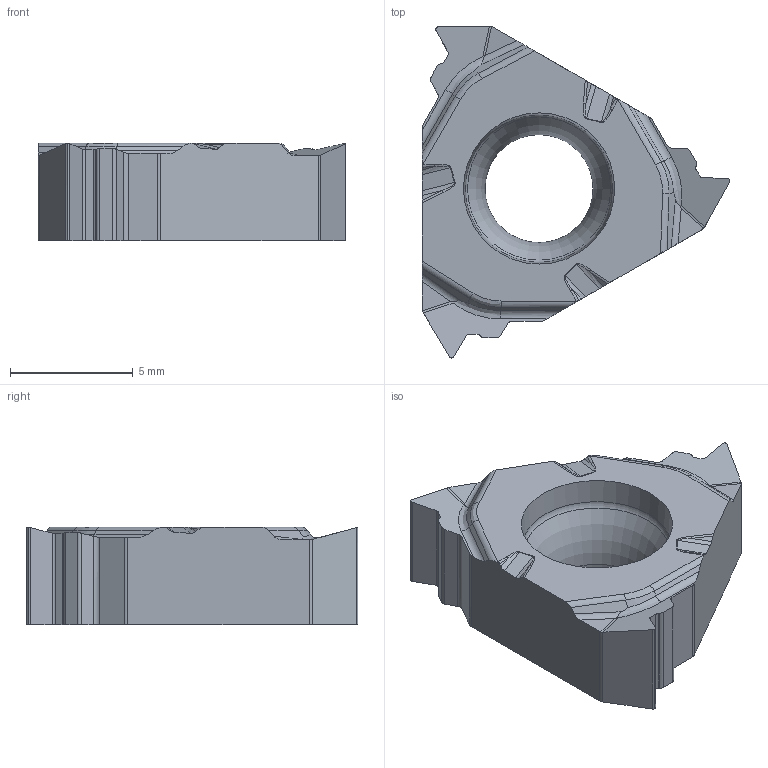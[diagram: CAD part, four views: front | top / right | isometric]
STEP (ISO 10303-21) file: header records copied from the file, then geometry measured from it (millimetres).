
FILE_DESCRIPTION(/* description */ (''),/* implementation_level */ '2;1');
FILE_NAME(/* name */ '1578994822951.stp',/* time_stamp */ '2020-01-14T15:10:34+06:00',/* author */ (''),/* organization */ ('SMS'),/* preprocessor_version */ 'ST-DEVELOPER v16.7',/* originating_system */ 'SIEMENS PLM Software NX 12.0',/* authorisation */ '');
FILE_SCHEMA (('AUTOMOTIVE_DESIGN { 1 0 10303 214 3 1 1 1 }'));
Length unit declared in the file: millimetre
Products named in the file (1): 202469250mod000_00
Bounding box: 12.53 x 13.52 x 3.97 mm (x, y, z)
Volume: 317.2 mm3; surface area: 396.8 mm2
Topology: 1 solids, 1 shells, 129 faces, 356 edges, 231 vertices
Faces by surface type: cylinder 55, plane 50, bspline 15, extrusion 6, torus 2, cone 1
Full cylindrical faces by diameter (mm): 4.4 x1
Entity records: 5148 total; most frequent: CARTESIAN_POINT 1827, ORIENTED_EDGE 700, DIRECTION 679, EDGE_CURVE 350, AXIS2_PLACEMENT_3D 239, VERTEX_POINT 227, VECTOR 201, LINE 195
